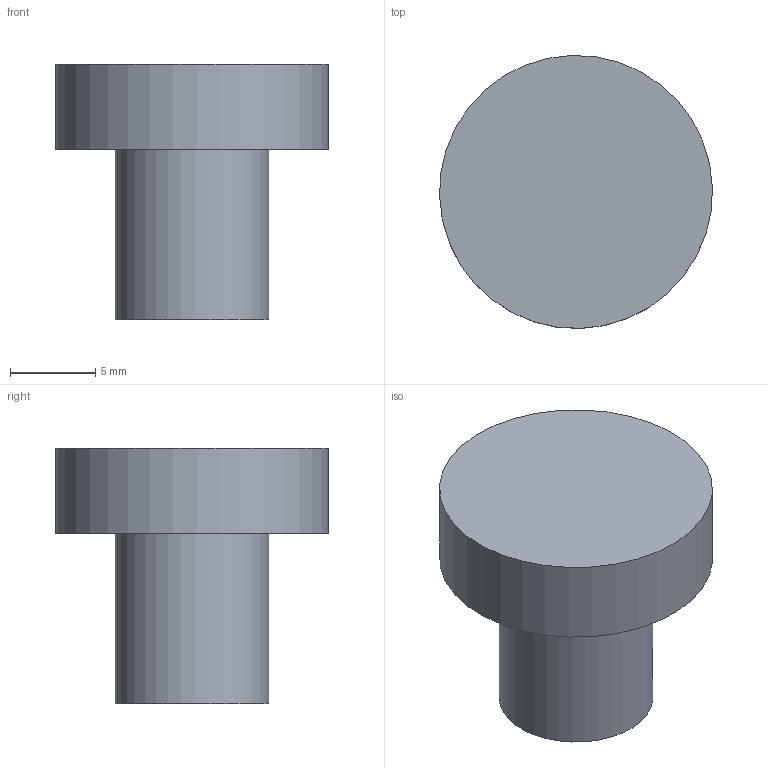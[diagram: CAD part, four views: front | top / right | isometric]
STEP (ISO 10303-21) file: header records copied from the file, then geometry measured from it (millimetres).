
FILE_DESCRIPTION(/* description */ (''),/* implementation_level */ '2;1');
FILE_NAME(/* name */ 'Claw Motor Holder Link PIn.step',/* time_stamp */ '2025-09-14T20:56:34+08:00',/* author */ (''),/* organization */ (''),/* preprocessor_version */ 'ST-DEVELOPER v20.1',/* originating_system */ 'Autodesk Translation Framework v14.10.0.0',/* authorisation */ '');
FILE_SCHEMA (('AUTOMOTIVE_DESIGN { 1 0 10303 214 3 1 1 }'));
Length unit declared in the file: millimetre
Products named in the file (2): Hand; Driver
Assembly tree (1 placements, depth 2):
  Hand
    Driver
Bounding box: 15.99 x 15.99 x 15 mm (x, y, z)
Volume: 1563.7 mm3; surface area: 1039.9 mm2
Topology: 1 solids, 1 shells, 7 faces, 9 edges, 6 vertices
Faces by surface type: plane 4, cylinder 3
Full cylindrical faces by diameter (mm): 3 x1, 9 x1, 16 x1
Entity records: 223 total; most frequent: DIRECTION 35, CARTESIAN_POINT 25, ORIENTED_EDGE 18, AXIS2_PLACEMENT_3D 16, EDGE_LOOP 9, EDGE_CURVE 9, FACE_OUTER_BOUND 7, ADVANCED_FACE 7
